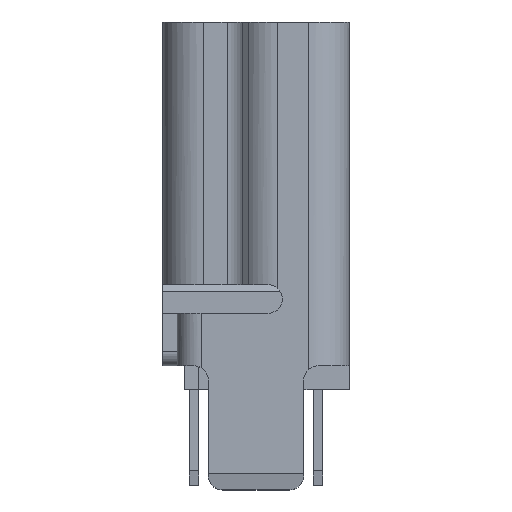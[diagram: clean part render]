
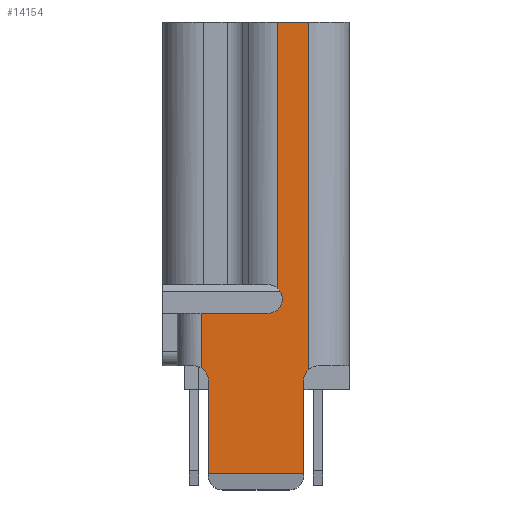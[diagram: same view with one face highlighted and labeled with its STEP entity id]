
A CAD part, left-side view. The second image highlights one B-rep face of the part: STEP entity #14154.
In plain terms, the highlighted planar face has unit normal (-1, 0, 0).
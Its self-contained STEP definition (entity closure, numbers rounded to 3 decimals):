
#506=PLANE('',#15150);
#1134=FACE_OUTER_BOUND('',#1846,.T.);
#1846=EDGE_LOOP('',(#12640,#12641,#12642,#12643,#12644,#12645,#12646,#12647,
#12648,#12649,#12650));
#3299=LINE('',#22335,#5002);
#3366=LINE('',#22552,#5069);
#3398=LINE('',#22739,#5101);
#3404=LINE('',#22755,#5107);
#3411=LINE('',#22787,#5114);
#3503=LINE('',#22990,#5206);
#3504=LINE('',#22991,#5207);
#3505=LINE('',#22992,#5208);
#5002=VECTOR('',#18003,1000.);
#5069=VECTOR('',#18216,1000.);
#5101=VECTOR('',#18304,1000.);
#5107=VECTOR('',#18318,1000.);
#5114=VECTOR('',#18343,1000.);
#5206=VECTOR('',#18531,1000.);
#5207=VECTOR('',#18532,1000.);
#5208=VECTOR('',#18533,1000.);
#5636=CIRCLE('',#15003,0.3);
#5672=CIRCLE('',#15095,0.3);
#5678=CIRCLE('',#15105,0.3);
#6798=VERTEX_POINT('',#22332);
#6799=VERTEX_POINT('',#22334);
#6825=VERTEX_POINT('',#22393);
#6826=VERTEX_POINT('',#22394);
#6907=VERTEX_POINT('',#22738);
#6912=VERTEX_POINT('',#22752);
#6913=VERTEX_POINT('',#22754);
#6914=VERTEX_POINT('',#22758);
#6922=VERTEX_POINT('',#22785);
#6923=VERTEX_POINT('',#22786);
#6925=VERTEX_POINT('',#22793);
#8654=EDGE_CURVE('',#6799,#6798,#3299,.T.);
#8684=EDGE_CURVE('',#6825,#6826,#5636,.T.);
#8760=EDGE_CURVE('',#6826,#6799,#3366,.T.);
#8813=EDGE_CURVE('',#6825,#6907,#3398,.T.);
#8821=EDGE_CURVE('',#6912,#6913,#3404,.T.);
#8825=EDGE_CURVE('',#6913,#6914,#5672,.T.);
#8834=EDGE_CURVE('',#6922,#6923,#3411,.T.);
#8838=EDGE_CURVE('',#6923,#6925,#5678,.T.);
#8939=EDGE_CURVE('',#6912,#6907,#3503,.T.);
#8940=EDGE_CURVE('',#6798,#6925,#3504,.T.);
#8941=EDGE_CURVE('',#6922,#6914,#3505,.T.);
#12640=ORIENTED_EDGE('',*,*,#8821,.F.);
#12641=ORIENTED_EDGE('',*,*,#8939,.T.);
#12642=ORIENTED_EDGE('',*,*,#8813,.F.);
#12643=ORIENTED_EDGE('',*,*,#8684,.T.);
#12644=ORIENTED_EDGE('',*,*,#8760,.T.);
#12645=ORIENTED_EDGE('',*,*,#8654,.T.);
#12646=ORIENTED_EDGE('',*,*,#8940,.T.);
#12647=ORIENTED_EDGE('',*,*,#8838,.F.);
#12648=ORIENTED_EDGE('',*,*,#8834,.F.);
#12649=ORIENTED_EDGE('',*,*,#8941,.T.);
#12650=ORIENTED_EDGE('',*,*,#8825,.F.);
#14154=ADVANCED_FACE('',(#1134),#506,.T.);
#15003=AXIS2_PLACEMENT_3D('',#22395,#18050,#18051);
#15095=AXIS2_PLACEMENT_3D('',#22767,#18323,#18324);
#15105=AXIS2_PLACEMENT_3D('',#22794,#18350,#18351);
#15150=AXIS2_PLACEMENT_3D('',#22989,#18529,#18530);
#18003=DIRECTION('',(0.,1.,0.));
#18050=DIRECTION('center_axis',(1.,0.,0.));
#18051=DIRECTION('ref_axis',(0.,0.667,0.745));
#18216=DIRECTION('',(0.,0.,1.));
#18304=DIRECTION('',(0.,0.,-1.));
#18318=DIRECTION('',(0.,0.,1.));
#18323=DIRECTION('center_axis',(-1.,0.,0.));
#18324=DIRECTION('ref_axis',(0.,-0.5,0.866));
#18343=DIRECTION('',(0.,-1.,0.));
#18350=DIRECTION('center_axis',(-1.,0.,0.));
#18351=DIRECTION('ref_axis',(0.,-1.,0.));
#18529=DIRECTION('center_axis',(-1.,0.,0.));
#18530=DIRECTION('ref_axis',(0.,1.,0.));
#18531=DIRECTION('',(0.,-1.,0.));
#18532=DIRECTION('',(0.,0.,-1.));
#18533=DIRECTION('',(0.,0.,-1.));
#22332=CARTESIAN_POINT('',(-3.85,-0.575,7.475));
#22334=CARTESIAN_POINT('',(-3.85,-1.225,7.475));
#22335=CARTESIAN_POINT('',(-3.85,-0.1,7.475));
#22393=CARTESIAN_POINT('',(-3.85,-1.125,-0.025));
#22394=CARTESIAN_POINT('',(-3.85,-1.225,0.198));
#22395=CARTESIAN_POINT('Origin',(-3.85,-1.425,-0.025));
#22552=CARTESIAN_POINT('',(-3.85,-1.225,3.815));
#22738=CARTESIAN_POINT('',(-3.85,-1.125,-1.975));
#22739=CARTESIAN_POINT('',(-3.85,-1.125,-1.025));
#22752=CARTESIAN_POINT('',(-3.85,0.875,-1.975));
#22754=CARTESIAN_POINT('',(-3.85,0.875,-0.025));
#22755=CARTESIAN_POINT('',(-3.85,0.875,-1.025));
#22758=CARTESIAN_POINT('',(-3.85,1.025,0.234));
#22767=CARTESIAN_POINT('Origin',(-3.85,1.175,-0.025));
#22785=CARTESIAN_POINT('',(-3.85,1.025,1.375));
#22786=CARTESIAN_POINT('',(-3.85,-0.375,1.375));
#22787=CARTESIAN_POINT('',(-3.85,0.325,1.375));
#22793=CARTESIAN_POINT('',(-3.85,-0.575,1.898));
#22794=CARTESIAN_POINT('Origin',(-3.85,-0.375,1.675));
#22989=CARTESIAN_POINT('Origin',(-3.85,-1.225,7.475));
#22990=CARTESIAN_POINT('',(-3.85,-0.1,-1.975));
#22991=CARTESIAN_POINT('',(-3.85,-0.575,2.75));
#22992=CARTESIAN_POINT('',(-3.85,1.025,2.75));
